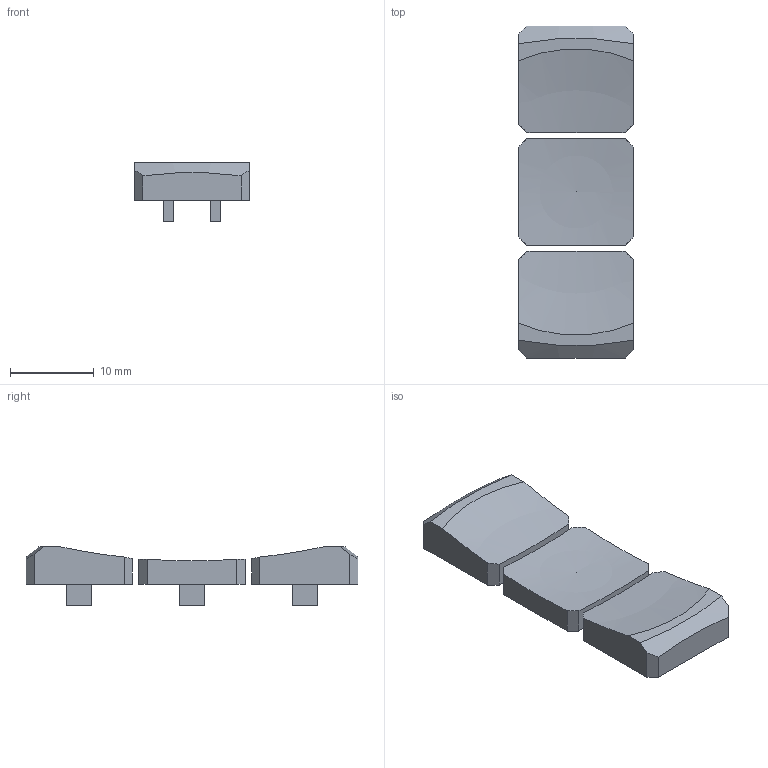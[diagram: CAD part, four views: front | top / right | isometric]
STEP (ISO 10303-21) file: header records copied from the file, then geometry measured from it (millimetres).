
FILE_DESCRIPTION(('Open CASCADE Model'),'2;1');
FILE_NAME('Open CASCADE Shape Model','2022-02-28T03:08:28',('Author'),( 'Open CASCADE'),'Open CASCADE STEP processor 7.5','Open CASCADE 7.5' ,'Unknown');
FILE_SCHEMA(('AUTOMOTIVE_DESIGN { 1 0 10303 214 1 1 1 1 }'));
Length unit declared in the file: millimetre
Products named in the file (3): CQ assembly; fe5b4432-9875-11ec-a160-d481d7d71a1e; fe5b4432-9875-11ec-a160-d481d7d71a1e_part
Assembly tree (2 placements, depth 3):
  CQ assembly
    fe5b4432-9875-11ec-a160-d481d7d71a1e
      fe5b4432-9875-11ec-a160-d481d7d71a1e_part
Bounding box: 13.75 x 39.75 x 6.99 mm (x, y, z)
Volume: 1450.9 mm3; surface area: 1878.1 mm2
Topology: 3 solids, 3 shells, 115 faces, 303 edges, 202 vertices
Faces by surface type: plane 110, sphere 5
Entity records: 7798 total; most frequent: CARTESIAN_POINT 1603, DIRECTION 1141, LINE 810, VECTOR 810, ORIENTED_EDGE 604, PCURVE 604, DEFINITIONAL_REPRESENTATION 604, EDGE_CURVE 302
